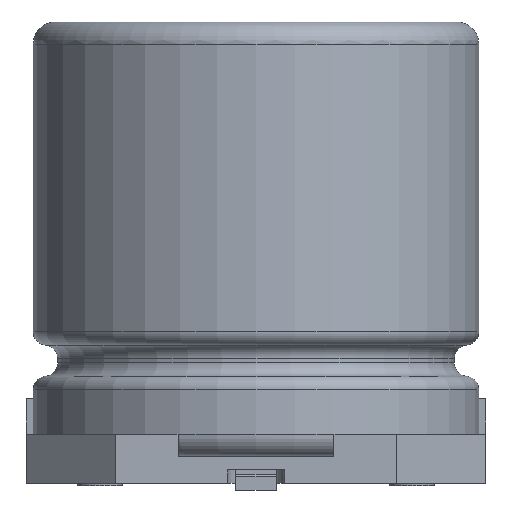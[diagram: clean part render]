
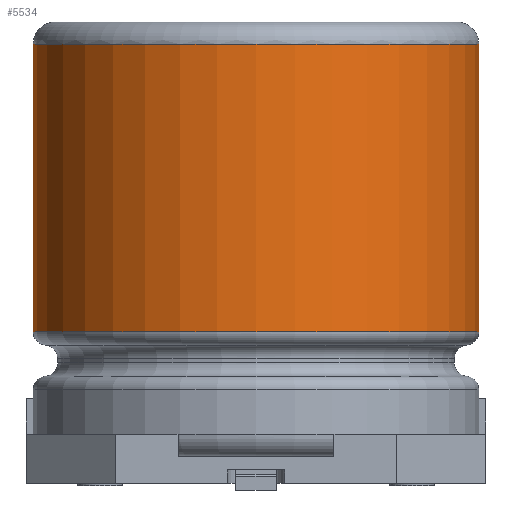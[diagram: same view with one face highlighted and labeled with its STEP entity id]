
A CAD part, front view. The second image highlights one B-rep face of the part: STEP entity #5534.
In plain terms, the highlighted cylindrical face has radius 5 mm (diameter 10 mm), a full revolution.
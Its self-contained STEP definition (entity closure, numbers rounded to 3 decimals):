
#51=CYLINDRICAL_SURFACE('',#5823,5.);
#144=CIRCLE('',#5821,5.);
#146=CIRCLE('',#5824,5.);
#1202=ORIENTED_EDGE('',*,*,#2342,.T.);
#1203=ORIENTED_EDGE('',*,*,#2344,.T.);
#2342=EDGE_CURVE('',#2905,#2905,#144,.T.);
#2344=EDGE_CURVE('',#2906,#2906,#146,.T.);
#2905=VERTEX_POINT('',#8440);
#2906=VERTEX_POINT('',#8444);
#3336=EDGE_LOOP('',(#1202));
#3337=EDGE_LOOP('',(#1203));
#3642=FACE_BOUND('',#3336,.T.);
#3643=FACE_BOUND('',#3337,.T.);
#5534=ADVANCED_FACE('',(#3642,#3643),#51,.T.);
#5821=AXIS2_PLACEMENT_3D('',#8439,#6334,#6335);
#5823=AXIS2_PLACEMENT_3D('',#8442,#6338,#6339);
#5824=AXIS2_PLACEMENT_3D('',#8443,#6340,#6341);
#6334=DIRECTION('',(0.,0.,-1.));
#6335=DIRECTION('',(-1.,0.,0.));
#6338=DIRECTION('',(0.,0.,1.));
#6339=DIRECTION('',(1.,0.,0.));
#6340=DIRECTION('',(0.,0.,1.));
#6341=DIRECTION('',(1.,0.,0.));
#8439=CARTESIAN_POINT('',(0.,0.,9.25));
#8440=CARTESIAN_POINT('',(-5.,0.,9.25));
#8442=CARTESIAN_POINT('',(0.,0.,9.9));
#8443=CARTESIAN_POINT('',(0.,0.,2.8));
#8444=CARTESIAN_POINT('',(5.,0.,2.8));
